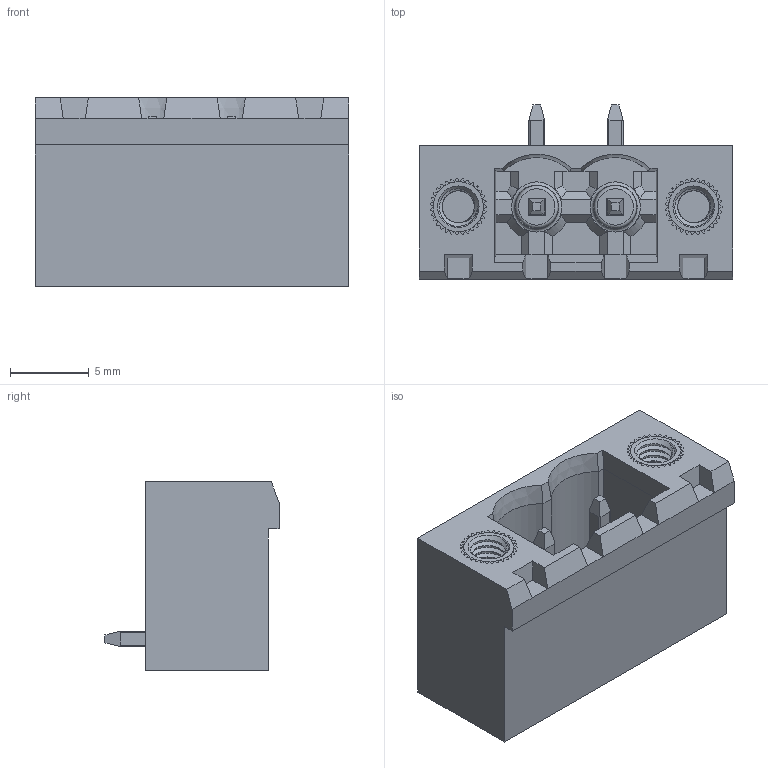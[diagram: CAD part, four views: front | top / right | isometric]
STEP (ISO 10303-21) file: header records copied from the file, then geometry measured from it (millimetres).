
FILE_DESCRIPTION(/* description */ ('Unknown'),/* implementation_level */ '2;1');
FILE_NAME(/* name */ '691701740002B',/* time_stamp */ '2024-01-12T11:13:52+01:00',/* author */ ('Unknown'),/* organization */ ('Unknown'),/* preprocessor_version */ 'ST-DEVELOPER v18.102',/* originating_system */ 'Solid Edge',/* authorisation */ 'Unknown');
FILE_SCHEMA (('AUTOMOTIVE_DESIGN {1 0 10303 214 3 1 1}'));
Length unit declared in the file: millimetre
Products named in the file (4): 6917017400xxB; 691701730002B; 6917015300xxB_Pin; 6917015200xxB_Insert
Assembly tree (5 placements, depth 2):
  6917017400xxB
    691701730002B
    6917015300xxB_Pin  x2
    6917015200xxB_Insert  x2
Bounding box: 20 x 11.1 x 12.01 mm (x, y, z)
Volume: 1146 mm3; surface area: 2194.4 mm2
Topology: 5 solids, 5 shells, 677 faces, 1869 edges, 1220 vertices
Faces by surface type: plane 471, cylinder 160, cone 26, torus 12, bspline 6, sphere 2
Full cylindrical faces by diameter (mm): 3.18 x2, 3.2 x2
Entity records: 15945 total; most frequent: CARTESIAN_POINT 4751, ORIENTED_EDGE 2348, DIRECTION 2205, EDGE_CURVE 1174, LINE 863, VECTOR 863, VERTEX_POINT 769, AXIS2_PLACEMENT_3D 671
